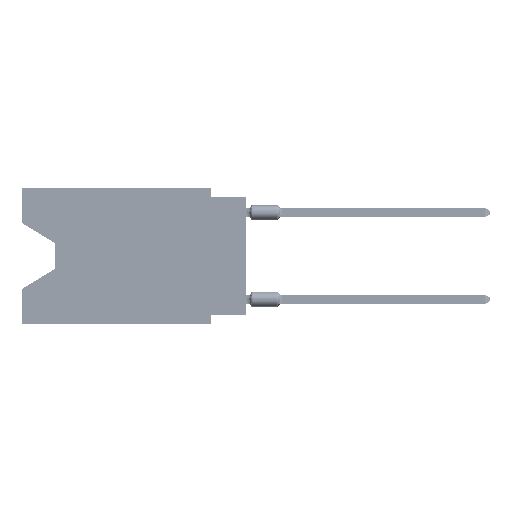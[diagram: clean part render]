
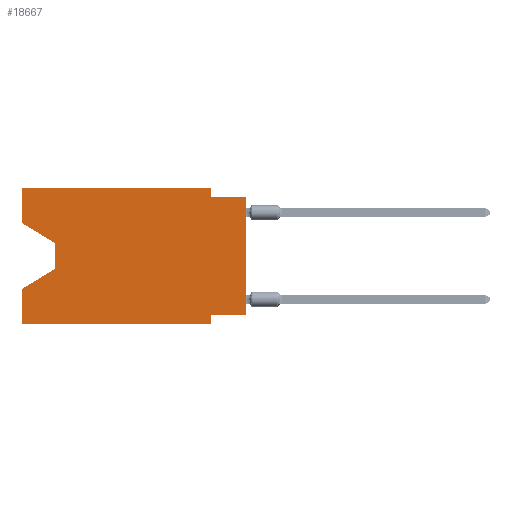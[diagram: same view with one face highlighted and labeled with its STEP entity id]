
A CAD part, left-side view. The second image highlights one B-rep face of the part: STEP entity #18667.
In plain terms, the highlighted planar face has unit normal (-1, 0, 0).
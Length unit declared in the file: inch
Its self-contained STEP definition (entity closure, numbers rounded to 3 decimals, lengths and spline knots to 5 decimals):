
#802 = VECTOR ( 'NONE', #15806, 39.37008 ) ;
#1029 = ORIENTED_EDGE ( 'NONE', *, *, #37979, .F. ) ;
#2390 = ORIENTED_EDGE ( 'NONE', *, *, #48145, .T. ) ;
#2754 = FACE_OUTER_BOUND ( 'NONE', #45608, .T. ) ;
#5735 = VECTOR ( 'NONE', #15237, 39.37008 ) ;
#6081 = LINE ( 'NONE', #68476, #74820 ) ;
#6974 = VERTEX_POINT ( 'NONE', #13983 ) ;
#7601 = VERTEX_POINT ( 'NONE', #80252 ) ;
#7607 = ORIENTED_EDGE ( 'NONE', *, *, #55418, .T. ) ;
#7913 = VERTEX_POINT ( 'NONE', #38380 ) ;
#8239 = CARTESIAN_POINT ( 'NONE',  ( 0., 0.55, -0.158 ) ) ;
#8501 = CARTESIAN_POINT ( 'NONE',  ( 0., 0.645, -0.10025 ) ) ;
#8975 = EDGE_CURVE ( 'NONE', #21833, #37179, #78685, .T. ) ;
#9155 = CARTESIAN_POINT ( 'NONE',  ( 0., 0.55, -0.232 ) ) ;
#9371 = ORIENTED_EDGE ( 'NONE', *, *, #56037, .F. ) ;
#10045 = LINE ( 'NONE', #79756, #62989 ) ;
#11097 = ORIENTED_EDGE ( 'NONE', *, *, #55960, .T. ) ;
#13983 = CARTESIAN_POINT ( 'NONE',  ( 0., 0.645, 0. ) ) ;
#15237 = DIRECTION ( 'NONE',  ( 0., 1., 0. ) ) ;
#15321 = CARTESIAN_POINT ( 'NONE',  ( 0., 0.645, -0.39 ) ) ;
#15806 = DIRECTION ( 'NONE',  ( 0., -1., 0. ) ) ;
#16658 = DIRECTION ( 'NONE',  ( 0., 0., -1. ) ) ;
#18667 = ADVANCED_FACE ( 'NONE', ( #2754 ), #57397, .F. ) ;
#18810 = EDGE_CURVE ( 'NONE', #58270, #6974, #74236, .T. ) ;
#18853 = ORIENTED_EDGE ( 'NONE', *, *, #8975, .T. ) ;
#19989 = CARTESIAN_POINT ( 'NONE',  ( 0., 0., 0. ) ) ;
#21833 = VERTEX_POINT ( 'NONE', #15321 ) ;
#22506 = LINE ( 'NONE', #70347, #5735 ) ;
#22525 = DIRECTION ( 'NONE',  ( 0., 0.855, -0.519 ) ) ;
#23087 = CARTESIAN_POINT ( 'NONE',  ( 0., 0.645, -0.39 ) ) ;
#23228 = CARTESIAN_POINT ( 'NONE',  ( 0., 0.1, -0.39 ) ) ;
#26547 = DIRECTION ( 'NONE',  ( 0., 0., 1. ) ) ;
#26817 = CARTESIAN_POINT ( 'NONE',  ( 0., 0.55, -0.158 ) ) ;
#27233 = EDGE_CURVE ( 'NONE', #41524, #67679, #10045, .T. ) ;
#28899 = LINE ( 'NONE', #50301, #69691 ) ;
#28914 = ORIENTED_EDGE ( 'NONE', *, *, #18810, .F. ) ;
#30512 = DIRECTION ( 'NONE',  ( 1., 0., 0. ) ) ;
#30516 = DIRECTION ( 'NONE',  ( 0., -1., 0. ) ) ;
#30589 = DIRECTION ( 'NONE',  ( 0., -1., 0. ) ) ;
#31086 = LINE ( 'NONE', #19989, #86554 ) ;
#31136 = CARTESIAN_POINT ( 'NONE',  ( 0., 0.1, 0. ) ) ;
#32617 = EDGE_CURVE ( 'NONE', #21833, #46964, #6081, .T. ) ;
#34445 = VERTEX_POINT ( 'NONE', #9155 ) ;
#34498 = CARTESIAN_POINT ( 'NONE',  ( 0., 0., -0.025 ) ) ;
#36195 = ORIENTED_EDGE ( 'NONE', *, *, #54051, .F. ) ;
#37179 = VERTEX_POINT ( 'NONE', #23228 ) ;
#37815 = VECTOR ( 'NONE', #54613, 39.37008 ) ;
#37895 = CARTESIAN_POINT ( 'NONE',  ( 0., 0.1, 0. ) ) ;
#37979 = EDGE_CURVE ( 'NONE', #50404, #41524, #44275, .T. ) ;
#38380 = CARTESIAN_POINT ( 'NONE',  ( 0., 0., -0.365 ) ) ;
#38436 = ORIENTED_EDGE ( 'NONE', *, *, #27233, .F. ) ;
#39582 = CARTESIAN_POINT ( 'NONE',  ( 0., 0.645, 0. ) ) ;
#41490 = EDGE_CURVE ( 'NONE', #7913, #7601, #22506, .T. ) ;
#41524 = VERTEX_POINT ( 'NONE', #87205 ) ;
#42754 = LINE ( 'NONE', #26817, #37815 ) ;
#43729 = DIRECTION ( 'NONE',  ( 0., 0., -1. ) ) ;
#43916 = ORIENTED_EDGE ( 'NONE', *, *, #41490, .F. ) ;
#44275 = LINE ( 'NONE', #37895, #63482 ) ;
#44838 = AXIS2_PLACEMENT_3D ( 'NONE', #58749, #30512, #43729 ) ;
#45608 = EDGE_LOOP ( 'NONE', ( #11097, #2390, #69006, #68152, #18853, #9371, #43916, #7607, #38436, #1029, #36195, #28914 ) ) ;
#46089 = DIRECTION ( 'NONE',  ( 0., 0., -1. ) ) ;
#46720 = EDGE_CURVE ( 'NONE', #34445, #46964, #28899, .T. ) ;
#46964 = VERTEX_POINT ( 'NONE', #80438 ) ;
#47761 = DIRECTION ( 'NONE',  ( 0., 0., 1. ) ) ;
#48145 = EDGE_CURVE ( 'NONE', #62890, #34445, #42754, .T. ) ;
#50301 = CARTESIAN_POINT ( 'NONE',  ( 0., 0.55, -0.232 ) ) ;
#50404 = VERTEX_POINT ( 'NONE', #31136 ) ;
#52847 = CARTESIAN_POINT ( 'NONE',  ( 0., 0.645, -0.10025 ) ) ;
#54051 = EDGE_CURVE ( 'NONE', #6974, #50404, #64321, .T. ) ;
#54613 = DIRECTION ( 'NONE',  ( 0., 0., -1. ) ) ;
#55418 = EDGE_CURVE ( 'NONE', #7913, #67679, #31086, .T. ) ;
#55960 = EDGE_CURVE ( 'NONE', #58270, #62890, #83663, .T. ) ;
#56037 = EDGE_CURVE ( 'NONE', #7601, #37179, #86379, .T. ) ;
#57397 = PLANE ( 'NONE',  #44838 ) ;
#58270 = VERTEX_POINT ( 'NONE', #52847 ) ;
#58749 = CARTESIAN_POINT ( 'NONE',  ( 0., 0.645, 0. ) ) ;
#60542 = DIRECTION ( 'NONE',  ( 0., 0., 1. ) ) ;
#62890 = VERTEX_POINT ( 'NONE', #8239 ) ;
#62989 = VECTOR ( 'NONE', #30516, 39.37008 ) ;
#63482 = VECTOR ( 'NONE', #46089, 39.37008 ) ;
#64321 = LINE ( 'NONE', #71611, #68861 ) ;
#64734 = VECTOR ( 'NONE', #82770, 39.37008 ) ;
#67679 = VERTEX_POINT ( 'NONE', #34498 ) ;
#68152 = ORIENTED_EDGE ( 'NONE', *, *, #32617, .F. ) ;
#68476 = CARTESIAN_POINT ( 'NONE',  ( 0., 0.645, 0. ) ) ;
#68861 = VECTOR ( 'NONE', #30589, 39.37008 ) ;
#69006 = ORIENTED_EDGE ( 'NONE', *, *, #46720, .T. ) ;
#69129 = VECTOR ( 'NONE', #16658, 39.37008 ) ;
#69691 = VECTOR ( 'NONE', #22525, 39.37008 ) ;
#70347 = CARTESIAN_POINT ( 'NONE',  ( 0., 0., -0.365 ) ) ;
#71342 = CARTESIAN_POINT ( 'NONE',  ( 0., 0.1, -0.39 ) ) ;
#71611 = CARTESIAN_POINT ( 'NONE',  ( 0., 0.645, 0. ) ) ;
#74236 = LINE ( 'NONE', #39582, #89987 ) ;
#74820 = VECTOR ( 'NONE', #26547, 39.37008 ) ;
#78685 = LINE ( 'NONE', #23087, #802 ) ;
#79756 = CARTESIAN_POINT ( 'NONE',  ( 0., 0., -0.025 ) ) ;
#80252 = CARTESIAN_POINT ( 'NONE',  ( 0., 0.1, -0.365 ) ) ;
#80438 = CARTESIAN_POINT ( 'NONE',  ( 0., 0.645, -0.28975 ) ) ;
#82770 = DIRECTION ( 'NONE',  ( 0., -0.855, -0.519 ) ) ;
#83663 = LINE ( 'NONE', #8501, #64734 ) ;
#86379 = LINE ( 'NONE', #71342, #69129 ) ;
#86554 = VECTOR ( 'NONE', #47761, 39.37008 ) ;
#87205 = CARTESIAN_POINT ( 'NONE',  ( 0., 0.1, -0.025 ) ) ;
#89987 = VECTOR ( 'NONE', #60542, 39.37008 ) ;
